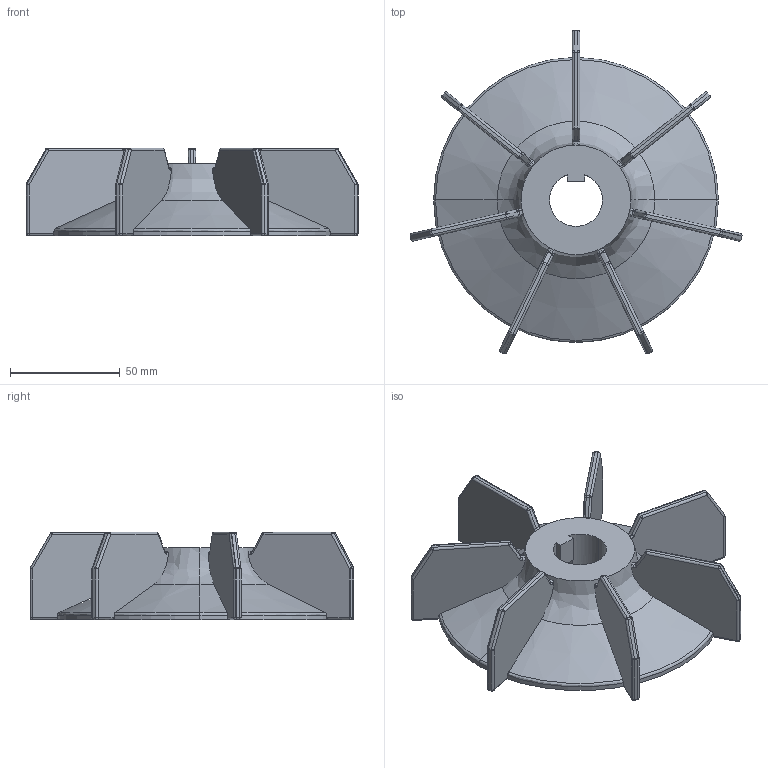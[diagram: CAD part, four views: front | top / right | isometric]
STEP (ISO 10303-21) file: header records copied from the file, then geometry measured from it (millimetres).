
FILE_DESCRIPTION (( 'STEP AP214' ), '1' );
FILE_NAME ('MTAF2-FAN-210 coord norm.STEP', '2020-07-08T14:59:29', ( '' ), ( '' ), 'SwSTEP 2.0', 'SolidWorks 2017', '' );
FILE_SCHEMA (( 'AUTOMOTIVE_DESIGN' ));
Length unit declared in the file: inch
Products named in the file (1): MTAF2-FAN-210 coord norm
Bounding box: 151.5 x 147.75 x 40 mm (x, y, z)
Volume: 99175.6 mm3; surface area: 62520.5 mm2
Topology: 8 solids, 8 shells, 367 faces, 855 edges, 463 vertices
Faces by surface type: cylinder 158, plane 105, bspline 100, cone 4
Entity records: 12033 total; most frequent: CARTESIAN_POINT 4259, ORIENTED_EDGE 1626, DIRECTION 1578, EDGE_CURVE 813, AXIS2_PLACEMENT_3D 598, VERTEX_POINT 463, VECTOR 382, LINE 382
